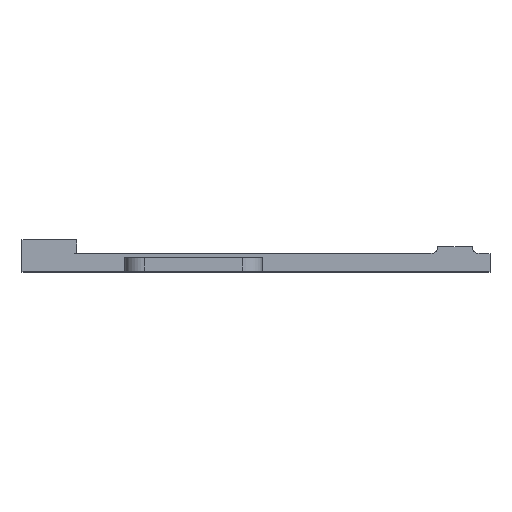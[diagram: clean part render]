
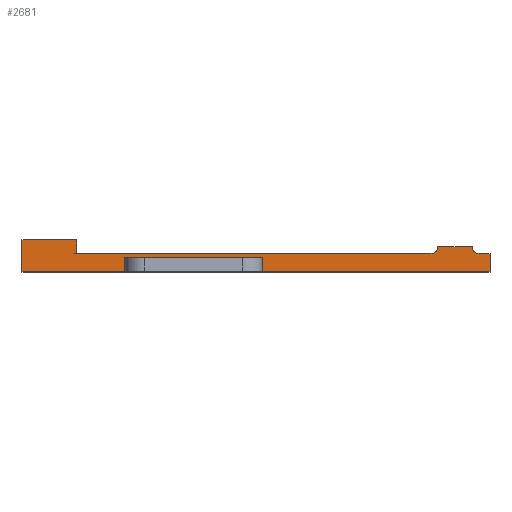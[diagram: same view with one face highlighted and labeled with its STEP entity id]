
A CAD part, top view. The second image highlights one B-rep face of the part: STEP entity #2681.
In plain terms, the highlighted planar face has unit normal (0, 0, 1).
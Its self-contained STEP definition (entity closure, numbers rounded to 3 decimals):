
#211=FACE_OUTER_BOUND('',#366,.T.);
#366=EDGE_LOOP('',(#2379,#2380,#2381,#2382,#2383,#2384,#2385,#2386,#2387,
#2388,#2389,#2390,#2391,#2392));
#397=LINE('',#3773,#675);
#401=LINE('',#3785,#679);
#470=LINE('',#3996,#748);
#583=LINE('',#4436,#861);
#593=LINE('',#4459,#871);
#596=LINE('',#4465,#874);
#638=LINE('',#4561,#916);
#639=LINE('',#4565,#917);
#640=LINE('',#4566,#918);
#641=LINE('',#4569,#919);
#642=LINE('',#4570,#920);
#643=LINE('',#4571,#921);
#675=VECTOR('',#2987,33.2);
#679=VECTOR('',#2995,15.);
#748=VECTOR('',#3172,2.6);
#861=VECTOR('',#3533,5.);
#871=VECTOR('',#3557,1.6);
#874=VECTOR('',#3562,51.6);
#916=VECTOR('',#3658,2.);
#917=VECTOR('',#3661,20.);
#918=VECTOR('',#3662,2.);
#919=VECTOR('',#3665,8.);
#920=VECTOR('',#3666,4.6);
#921=VECTOR('',#3667,2.);
#1039=CIRCLE('',#2905,1.);
#1044=CIRCLE('',#2937,1.);
#1066=VERTEX_POINT('',#3770);
#1067=VERTEX_POINT('',#3772);
#1072=VERTEX_POINT('',#3782);
#1073=VERTEX_POINT('',#3784);
#1161=VERTEX_POINT('',#3994);
#1255=VERTEX_POINT('',#4433);
#1256=VERTEX_POINT('',#4435);
#1258=VERTEX_POINT('',#4446);
#1263=VERTEX_POINT('',#4461);
#1264=VERTEX_POINT('',#4463);
#1291=VERTEX_POINT('',#4559);
#1292=VERTEX_POINT('',#4563);
#1293=VERTEX_POINT('',#4564);
#1294=VERTEX_POINT('',#4568);
#1322=EDGE_CURVE('',#1067,#1066,#397,.T.);
#1328=EDGE_CURVE('',#1073,#1072,#401,.T.);
#1434=EDGE_CURVE('',#1161,#1066,#470,.T.);
#1600=EDGE_CURVE('',#1255,#1256,#583,.T.);
#1606=EDGE_CURVE('',#1258,#1256,#1039,.T.);
#1611=EDGE_CURVE('',#1258,#1161,#593,.T.);
#1614=EDGE_CURVE('',#1264,#1263,#596,.T.);
#1663=EDGE_CURVE('',#1264,#1291,#638,.T.);
#1664=EDGE_CURVE('',#1292,#1293,#639,.T.);
#1665=EDGE_CURVE('',#1067,#1293,#640,.T.);
#1666=EDGE_CURVE('',#1255,#1263,#1044,.T.);
#1667=EDGE_CURVE('',#1294,#1291,#641,.T.);
#1668=EDGE_CURVE('',#1073,#1294,#642,.T.);
#1669=EDGE_CURVE('',#1072,#1292,#643,.T.);
#2379=ORIENTED_EDGE('',*,*,#1664,.T.);
#2380=ORIENTED_EDGE('',*,*,#1665,.F.);
#2381=ORIENTED_EDGE('',*,*,#1322,.T.);
#2382=ORIENTED_EDGE('',*,*,#1434,.F.);
#2383=ORIENTED_EDGE('',*,*,#1611,.F.);
#2384=ORIENTED_EDGE('',*,*,#1606,.T.);
#2385=ORIENTED_EDGE('',*,*,#1600,.F.);
#2386=ORIENTED_EDGE('',*,*,#1666,.T.);
#2387=ORIENTED_EDGE('',*,*,#1614,.F.);
#2388=ORIENTED_EDGE('',*,*,#1663,.T.);
#2389=ORIENTED_EDGE('',*,*,#1667,.F.);
#2390=ORIENTED_EDGE('',*,*,#1668,.F.);
#2391=ORIENTED_EDGE('',*,*,#1328,.T.);
#2392=ORIENTED_EDGE('',*,*,#1669,.T.);
#2549=PLANE('',#2936);
#2681=ADVANCED_FACE('',(#211),#2549,.T.);
#2905=AXIS2_PLACEMENT_3D('',#4448,#3547,#3548);
#2936=AXIS2_PLACEMENT_3D('',#4562,#3659,#3660);
#2937=AXIS2_PLACEMENT_3D('',#4567,#3663,#3664);
#2987=DIRECTION('',(1.,0.,0.));
#2995=DIRECTION('',(1.,0.,0.));
#3172=DIRECTION('',(0.,-1.,0.));
#3533=DIRECTION('',(1.,0.,0.));
#3547=DIRECTION('center_axis',(0.,0.,-1.));
#3548=DIRECTION('ref_axis',(0.,-1.,0.));
#3557=DIRECTION('',(1.,0.,0.));
#3562=DIRECTION('',(1.,0.,0.));
#3658=DIRECTION('',(0.,1.,0.));
#3659=DIRECTION('center_axis',(0.,0.,1.));
#3660=DIRECTION('ref_axis',(1.,0.,0.));
#3661=DIRECTION('',(1.,0.,0.));
#3662=DIRECTION('',(0.,1.,0.));
#3663=DIRECTION('center_axis',(0.,0.,-1.));
#3664=DIRECTION('ref_axis',(1.,0.,0.));
#3665=DIRECTION('',(1.,0.,0.));
#3666=DIRECTION('',(0.,1.,0.));
#3667=DIRECTION('',(0.,1.,0.));
#3770=CARTESIAN_POINT('',(34.1,0.,29.6));
#3772=CARTESIAN_POINT('',(0.9,0.,29.6));
#3773=CARTESIAN_POINT('',(0.9,0.,29.6));
#3782=CARTESIAN_POINT('',(-19.1,0.,29.6));
#3784=CARTESIAN_POINT('',(-34.1,0.,29.6));
#3785=CARTESIAN_POINT('',(-34.1,0.,29.6));
#3994=CARTESIAN_POINT('',(34.1,2.6,29.6));
#3996=CARTESIAN_POINT('',(34.1,2.6,29.6));
#4433=CARTESIAN_POINT('',(26.5,3.6,29.6));
#4435=CARTESIAN_POINT('',(31.5,3.6,29.6));
#4436=CARTESIAN_POINT('',(26.5,3.6,29.6));
#4446=CARTESIAN_POINT('',(32.5,2.6,29.6));
#4448=CARTESIAN_POINT('Origin',(32.5,3.6,29.6));
#4459=CARTESIAN_POINT('',(32.5,2.6,29.6));
#4461=CARTESIAN_POINT('',(25.5,2.6,29.6));
#4463=CARTESIAN_POINT('',(-26.1,2.6,29.6));
#4465=CARTESIAN_POINT('',(-26.1,2.6,29.6));
#4559=CARTESIAN_POINT('',(-26.1,4.6,29.6));
#4561=CARTESIAN_POINT('',(-26.1,2.6,29.6));
#4562=CARTESIAN_POINT('Origin',(-34.1,0.,29.6));
#4563=CARTESIAN_POINT('',(-19.1,2.,29.6));
#4564=CARTESIAN_POINT('',(0.9,2.,29.6));
#4565=CARTESIAN_POINT('',(-19.1,2.,29.6));
#4566=CARTESIAN_POINT('',(0.9,0.,29.6));
#4567=CARTESIAN_POINT('Origin',(25.5,3.6,29.6));
#4568=CARTESIAN_POINT('',(-34.1,4.6,29.6));
#4569=CARTESIAN_POINT('',(-34.1,4.6,29.6));
#4570=CARTESIAN_POINT('',(-34.1,0.,29.6));
#4571=CARTESIAN_POINT('',(-19.1,0.,29.6));
